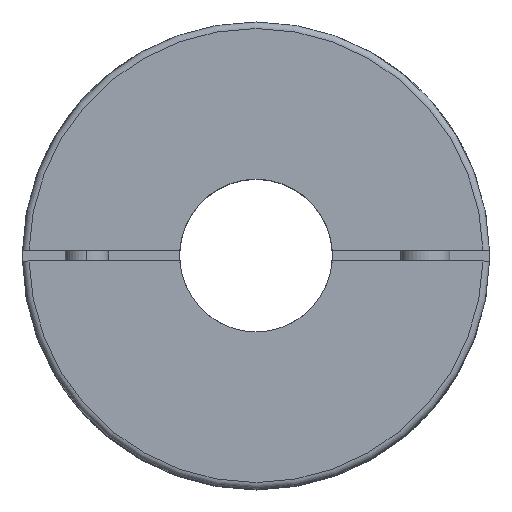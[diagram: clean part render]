
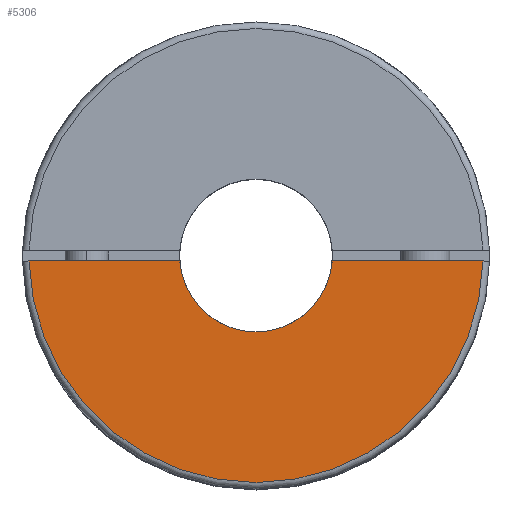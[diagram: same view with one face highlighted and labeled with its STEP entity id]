
A CAD part, top view. The second image highlights one B-rep face of the part: STEP entity #5306.
In plain terms, the highlighted planar face has unit normal (0, 0, 1).
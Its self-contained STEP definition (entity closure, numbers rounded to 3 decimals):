
#42 = CARTESIAN_POINT ( 'NONE',  ( -21.4, -0.5, 0. ) ) ;
#181 = DIRECTION ( 'NONE',  ( -1., 0., 0. ) ) ;
#272 = VERTEX_POINT ( 'NONE', #967 ) ;
#322 = EDGE_LOOP ( 'NONE', ( #2375, #1234, #3865, #732 ) ) ;
#389 = DIRECTION ( 'NONE',  ( 1., 0., 0. ) ) ;
#732 = ORIENTED_EDGE ( 'NONE', *, *, #748, .T. ) ;
#748 = EDGE_CURVE ( 'NONE', #272, #3421, #2992, .T. ) ;
#967 = CARTESIAN_POINT ( 'NONE',  ( 6.982, -0.5, 0. ) ) ;
#1046 = DIRECTION ( 'NONE',  ( 0., 0., -1. ) ) ;
#1234 = ORIENTED_EDGE ( 'NONE', *, *, #4987, .F. ) ;
#1312 = CARTESIAN_POINT ( 'NONE',  ( 0., 20.8, 0. ) ) ;
#1576 = DIRECTION ( 'NONE',  ( 0., 0., -1. ) ) ;
#1880 = CARTESIAN_POINT ( 'NONE',  ( 0., 0., 0. ) ) ;
#2010 = CIRCLE ( 'NONE', #5108, 20.8 ) ;
#2120 = EDGE_CURVE ( 'NONE', #272, #5169, #3361, .T. ) ;
#2164 = FACE_OUTER_BOUND ( 'NONE', #322, .T. ) ;
#2256 = VECTOR ( 'NONE', #3716, 1000. ) ;
#2375 = ORIENTED_EDGE ( 'NONE', *, *, #4142, .F. ) ;
#2470 = DIRECTION ( 'NONE',  ( 0., 0., 1. ) ) ;
#2803 = AXIS2_PLACEMENT_3D ( 'NONE', #1312, #2470, #389 ) ;
#2883 = LINE ( 'NONE', #4985, #2256 ) ;
#2979 = DIRECTION ( 'NONE',  ( 1., 0., 0. ) ) ;
#2992 = CIRCLE ( 'NONE', #5376, 7. ) ;
#3031 = VECTOR ( 'NONE', #2979, 1000. ) ;
#3361 = LINE ( 'NONE', #42, #3031 ) ;
#3421 = VERTEX_POINT ( 'NONE', #4265 ) ;
#3716 = DIRECTION ( 'NONE',  ( 1., 0., 0. ) ) ;
#3796 = PLANE ( 'NONE',  #2803 ) ;
#3865 = ORIENTED_EDGE ( 'NONE', *, *, #2120, .F. ) ;
#3888 = CARTESIAN_POINT ( 'NONE',  ( 20.794, -0.5, 0. ) ) ;
#4142 = EDGE_CURVE ( 'NONE', #5355, #3421, #2883, .T. ) ;
#4265 = CARTESIAN_POINT ( 'NONE',  ( -6.982, -0.5, 0. ) ) ;
#4542 = DIRECTION ( 'NONE',  ( -1., 0., 0. ) ) ;
#4569 = CARTESIAN_POINT ( 'NONE',  ( 0., 0., 0. ) ) ;
#4985 = CARTESIAN_POINT ( 'NONE',  ( -21.4, -0.5, 0. ) ) ;
#4987 = EDGE_CURVE ( 'NONE', #5169, #5355, #2010, .T. ) ;
#5008 = CARTESIAN_POINT ( 'NONE',  ( -20.794, -0.5, 0. ) ) ;
#5108 = AXIS2_PLACEMENT_3D ( 'NONE', #4569, #1576, #4542 ) ;
#5169 = VERTEX_POINT ( 'NONE', #3888 ) ;
#5306 = ADVANCED_FACE ( 'NONE', ( #2164 ), #3796, .T. ) ;
#5355 = VERTEX_POINT ( 'NONE', #5008 ) ;
#5376 = AXIS2_PLACEMENT_3D ( 'NONE', #1880, #1046, #181 ) ;
